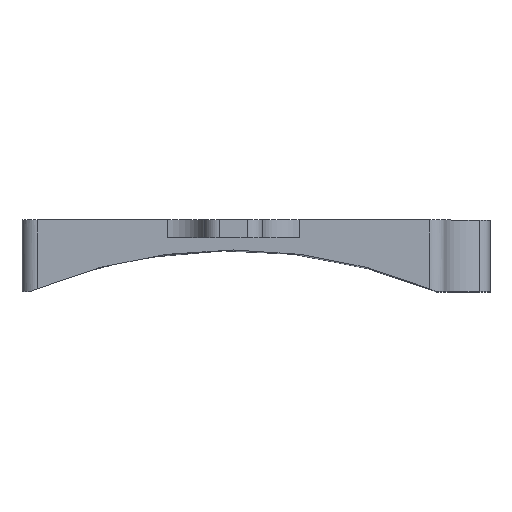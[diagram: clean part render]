
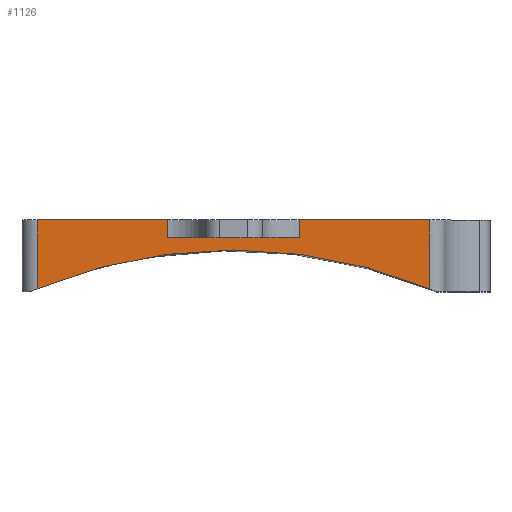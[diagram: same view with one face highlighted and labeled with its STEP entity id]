
A CAD part, top view. The second image highlights one B-rep face of the part: STEP entity #1126.
In plain terms, the highlighted planar face has unit normal (0, 0, 1).
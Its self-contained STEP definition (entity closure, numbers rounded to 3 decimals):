
#44=PLANE('',#1251);
#93=FACE_OUTER_BOUND('',#165,.T.);
#165=EDGE_LOOP('',(#953,#954,#955,#956,#957,#958,#959,#960));
#195=CIRCLE('',#1181,68.473);
#253=LINE('',#1865,#361);
#255=LINE('',#1877,#363);
#291=LINE('',#1980,#399);
#298=LINE('',#1999,#406);
#299=LINE('',#2002,#407);
#319=LINE('',#2055,#427);
#320=LINE('',#2057,#428);
#361=VECTOR('',#1331,10.);
#363=VECTOR('',#1341,10.);
#399=VECTOR('',#1425,10.);
#406=VECTOR('',#1446,10.);
#407=VECTOR('',#1451,10.);
#427=VECTOR('',#1511,10.);
#428=VECTOR('',#1514,10.);
#475=VERTEX_POINT('',#1629);
#476=VERTEX_POINT('',#1636);
#503=VERTEX_POINT('',#1862);
#504=VERTEX_POINT('',#1864);
#509=VERTEX_POINT('',#1874);
#510=VERTEX_POINT('',#1876);
#558=VERTEX_POINT('',#1998);
#571=VERTEX_POINT('',#2053);
#587=EDGE_CURVE('',#476,#475,#195,.T.);
#616=EDGE_CURVE('',#503,#504,#253,.T.);
#622=EDGE_CURVE('',#509,#510,#255,.T.);
#676=EDGE_CURVE('',#510,#475,#291,.T.);
#685=EDGE_CURVE('',#504,#558,#298,.T.);
#687=EDGE_CURVE('',#476,#503,#299,.T.);
#714=EDGE_CURVE('',#571,#509,#319,.T.);
#715=EDGE_CURVE('',#571,#558,#320,.T.);
#953=ORIENTED_EDGE('',*,*,#676,.F.);
#954=ORIENTED_EDGE('',*,*,#622,.F.);
#955=ORIENTED_EDGE('',*,*,#714,.F.);
#956=ORIENTED_EDGE('',*,*,#715,.T.);
#957=ORIENTED_EDGE('',*,*,#685,.F.);
#958=ORIENTED_EDGE('',*,*,#616,.F.);
#959=ORIENTED_EDGE('',*,*,#687,.F.);
#960=ORIENTED_EDGE('',*,*,#587,.T.);
#1126=ADVANCED_FACE('',(#93),#44,.T.);
#1181=AXIS2_PLACEMENT_3D('',#1637,#1296,#1297);
#1251=AXIS2_PLACEMENT_3D('',#2056,#1512,#1513);
#1296=DIRECTION('center_axis',(0.,0.,-1.));
#1297=DIRECTION('ref_axis',(0.409,0.912,0.));
#1331=DIRECTION('',(1.,0.,0.));
#1341=DIRECTION('',(1.,0.,0.));
#1425=DIRECTION('',(0.,-1.,0.));
#1446=DIRECTION('',(0.,-1.,0.));
#1451=DIRECTION('',(0.,1.,0.));
#1511=DIRECTION('',(0.,1.,0.));
#1512=DIRECTION('center_axis',(0.,0.,1.));
#1513=DIRECTION('ref_axis',(-1.,0.,0.));
#1514=DIRECTION('',(-1.,0.,0.));
#1629=CARTESIAN_POINT('',(50.16,-9.141,5.17));
#1636=CARTESIAN_POINT('',(-1.9,-9.141,5.17));
#1637=CARTESIAN_POINT('Origin',(24.13,-72.473,5.17));
#1862=CARTESIAN_POINT('',(-1.9,0.,5.17));
#1864=CARTESIAN_POINT('',(15.38,0.,5.17));
#1865=CARTESIAN_POINT('',(-3.9,0.,5.17));
#1874=CARTESIAN_POINT('',(32.88,0.,5.17));
#1876=CARTESIAN_POINT('',(50.16,0.,5.17));
#1877=CARTESIAN_POINT('',(-3.9,0.,5.17));
#1980=CARTESIAN_POINT('',(50.16,0.,5.17));
#1998=CARTESIAN_POINT('',(15.38,-2.4,5.17));
#1999=CARTESIAN_POINT('',(15.38,0.,5.17));
#2002=CARTESIAN_POINT('',(-1.9,0.,5.17));
#2053=CARTESIAN_POINT('',(32.88,-2.4,5.17));
#2055=CARTESIAN_POINT('',(32.88,0.,5.17));
#2056=CARTESIAN_POINT('Origin',(52.16,0.,5.17));
#2057=CARTESIAN_POINT('',(38.145,-2.4,5.17));
